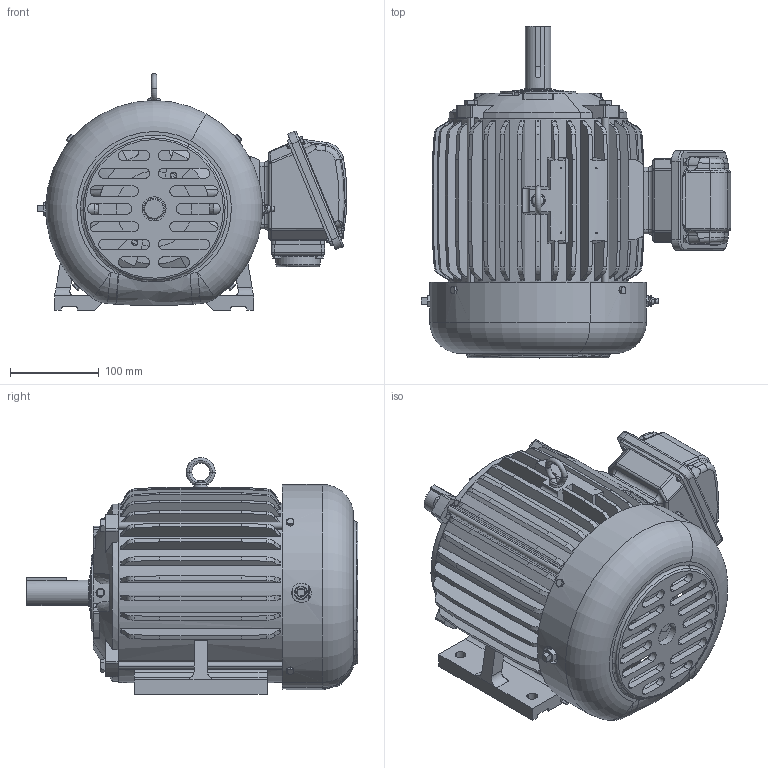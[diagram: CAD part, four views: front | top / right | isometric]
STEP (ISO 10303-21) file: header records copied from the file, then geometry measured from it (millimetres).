
FILE_DESCRIPTION(('CATIA V5 STEP Exchange'),'2;1');
FILE_NAME('AEHH8R#182T_AllCATPart.stp','2012-09-04T10:38:09+00:00',('none'),('none'),'CATIA Version 5 Release 19 SP 9 (IN-10)','CATIA V5 STEP AP203','none');
FILE_SCHEMA(('CONFIG_CONTROL_DESIGN'));
Length unit declared in the file: millimetre
Products named in the file (1): AEHH8R#182T_AllCATPart
Bounding box: 348.38 x 373.55 x 266.6 mm (x, y, z)
Volume: 3166107.7 mm3; surface area: 1054461.2 mm2
Topology: 39 solids, 39 shells, 2136 faces, 5599 edges, 3608 vertices
Faces by surface type: plane 776, cylinder 769, torus 243, cone 242, bspline 72, sphere 34
Entity records: 69140 total; most frequent: CARTESIAN_POINT 21985, ORIENTED_EDGE 11126, DIRECTION 7068, EDGE_CURVE 5563, VERTEX_POINT 3608, AXIS2_PLACEMENT_3D 3454, EDGE_LOOP 2413, VECTOR 2229
